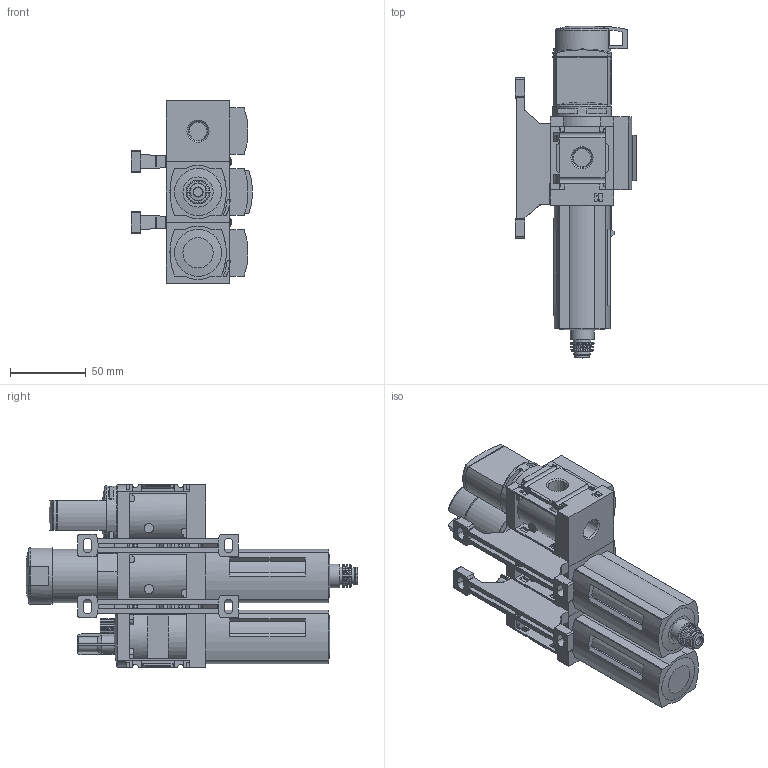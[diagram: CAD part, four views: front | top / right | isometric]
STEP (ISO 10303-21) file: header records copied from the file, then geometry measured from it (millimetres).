
FILE_DESCRIPTION(/* description */ ('STEP AP214'),/* implementation_level */ '2;1');
FILE_NAME(/* name */ '543570_MSB4N-1_4_C3J4M1-WP',/* time_stamp */ '2024-09-11T17:46:40+02:00',/* author */ ('License CC BY-ND 4.0'),/* organization */ ('CADENAS'),/* preprocessor_version */ 'ST-DEVELOPER v19.3',/* originating_system */ 'PARTsolutions',/* authorisation */ ' ');
FILE_SCHEMA (('AUTOMOTIVE_DESIGN {1 0 10303 214 3 1 1}'));
Length unit declared in the file: millimetre
Products named in the file (7): 543570 MSB4N-1/4:C3J4M1-WP; 541288 MS4N-EM1-1/4-BAR-1D; 527694 MS4N-LFR-1/4-D7-C-R-V-AS-1D; 526489 MS4-LFR-V; 8140202 MS4-WP1---(00wp); 8092760 MS4-MV-B---(42.7_high_m); 527702 MS4N-LOE-1/4-R-1D
Assembly tree (8 placements, depth 2):
  543570 MSB4N-1/4:C3J4M1-WP
    541288 MS4N-EM1-1/4-BAR-1D
    527694 MS4N-LFR-1/4-D7-C-R-V-AS-1D
    526489 MS4-LFR-V
    8140202 MS4-WP1---(00wp)  x2
    8092760 MS4-MV-B---(42.7_high_m)  x2
    527702 MS4N-LOE-1/4-R-1D
Bounding box: 80 x 219.41 x 120.6 mm (x, y, z)
Volume: 605927.6 mm3; surface area: 115486.8 mm2
Topology: 8 solids, 8 shells, 1287 faces, 3595 edges, 2365 vertices
Faces by surface type: plane 869, cylinder 328, cone 50, torus 35, sphere 5
Full cylindrical faces by diameter (mm): 2.459 x4, 2.55 x4, 3 x4, 3.2 x1, 5.6 x4, 6 x1, 6.1 x6, 11 x1, 11.4 x1, 11.6 x1, 11.8 x1, 15.8 x1, 35.2 x1, 37.2 x1, 38.8 x1
Entity records: 42759 total; most frequent: CARTESIAN_POINT 6729, ORIENTED_EDGE 6066, DIRECTION 5801, EDGE_CURVE 3033, LINE 2217, VECTOR 2217, VERTEX_POINT 2040, AXIS2_PLACEMENT_3D 1792
